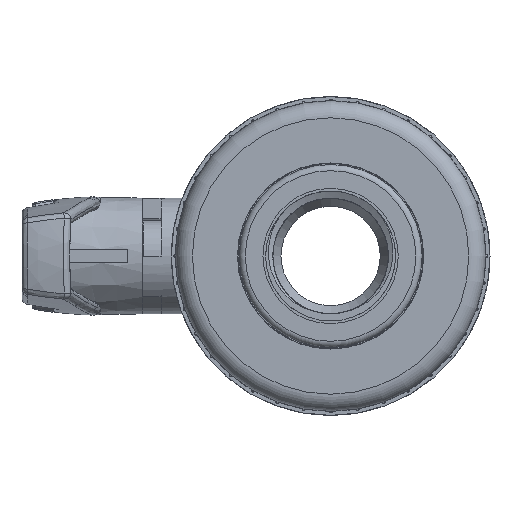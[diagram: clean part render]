
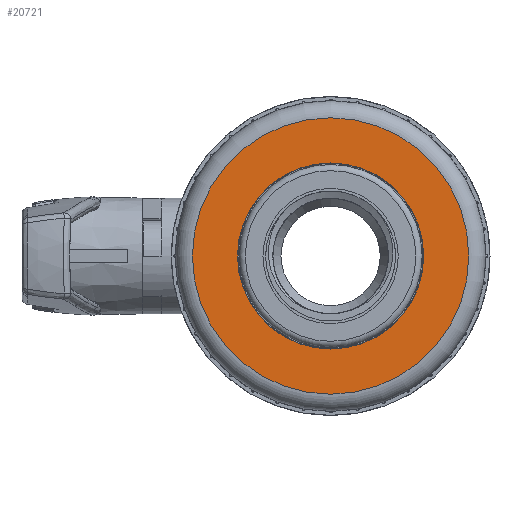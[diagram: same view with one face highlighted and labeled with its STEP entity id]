
A CAD part, left-side view. The second image highlights one B-rep face of the part: STEP entity #20721.
In plain terms, the highlighted planar face has unit normal (-1, 0, 0).
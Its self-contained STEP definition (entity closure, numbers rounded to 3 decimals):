
#4486=FACE_BOUND('',#5881,.T.);
#4659=FACE_OUTER_BOUND('',#5880,.T.);
#5880=EDGE_LOOP('',(#14077));
#5881=EDGE_LOOP('',(#14078));
#7293=CIRCLE('',#22153,22.277);
#7294=CIRCLE('',#22154,15.);
#8402=VERTEX_POINT('',#33134);
#8403=VERTEX_POINT('',#33136);
#10651=EDGE_CURVE('',#8402,#8402,#7293,.T.);
#10652=EDGE_CURVE('',#8403,#8403,#7294,.T.);
#14077=ORIENTED_EDGE('',*,*,#10651,.T.);
#14078=ORIENTED_EDGE('',*,*,#10652,.T.);
#20106=PLANE('',#22152);
#20721=ADVANCED_FACE('',(#4659,#4486),#20106,.F.);
#22152=AXIS2_PLACEMENT_3D('',#33133,#24745,#24746);
#22153=AXIS2_PLACEMENT_3D('',#33135,#24747,#24748);
#22154=AXIS2_PLACEMENT_3D('',#33137,#24749,#24750);
#24745=DIRECTION('center_axis',(1.,0.,0.));
#24746=DIRECTION('ref_axis',(0.,-1.,0.));
#24747=DIRECTION('center_axis',(-1.,0.,0.));
#24748=DIRECTION('ref_axis',(0.,1.,0.));
#24749=DIRECTION('center_axis',(1.,0.,0.));
#24750=DIRECTION('ref_axis',(0.,1.,0.));
#33133=CARTESIAN_POINT('Origin',(-980.84,23.76,0.));
#33134=CARTESIAN_POINT('',(-980.84,21.027,0.));
#33135=CARTESIAN_POINT('Origin',(-980.84,-1.25,0.));
#33136=CARTESIAN_POINT('',(-980.84,-1.25,-15.));
#33137=CARTESIAN_POINT('Origin',(-980.84,-1.25,0.));
